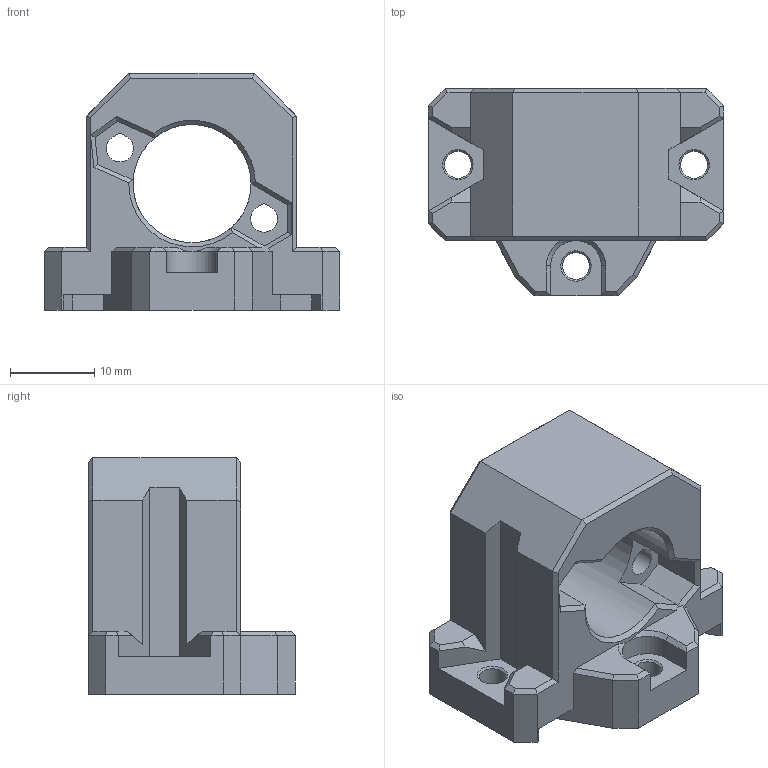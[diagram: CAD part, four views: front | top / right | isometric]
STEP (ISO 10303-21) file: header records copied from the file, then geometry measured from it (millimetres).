
FILE_DESCRIPTION(/* description */ (''),/* implementation_level */ '2;1');
FILE_NAME(/* name */ 'lead_screw_holder.step.step',/* time_stamp */ '2020-10-26T21:21:50+07:00',/* author */ (''),/* organization */ (''),/* preprocessor_version */ 'ST-DEVELOPER v18.1',/* originating_system */ 'Autodesk Translation Framework v9.3.0.1241',/* authorisation */ '');
FILE_SCHEMA (('AUTOMOTIVE_DESIGN { 1 0 10303 214 3 1 1 }'));
Length unit declared in the file: millimetre
Products named in the file (1): Lead-Nut Holder_Vedit
Bounding box: 35 x 24.5 x 28 mm (x, y, z)
Volume: 9985.1 mm3; surface area: 4817.2 mm2
Topology: 1 solids, 1 shells, 130 faces, 343 edges, 214 vertices
Faces by surface type: plane 115, cone 8, cylinder 7
Full cylindrical faces by diameter (mm): 3.2 x3, 14 x1
Entity records: 3971 total; most frequent: CARTESIAN_POINT 704, ORIENTED_EDGE 686, DIRECTION 629, EDGE_CURVE 343, LINE 307, VECTOR 307, VERTEX_POINT 214, AXIS2_PLACEMENT_3D 161
